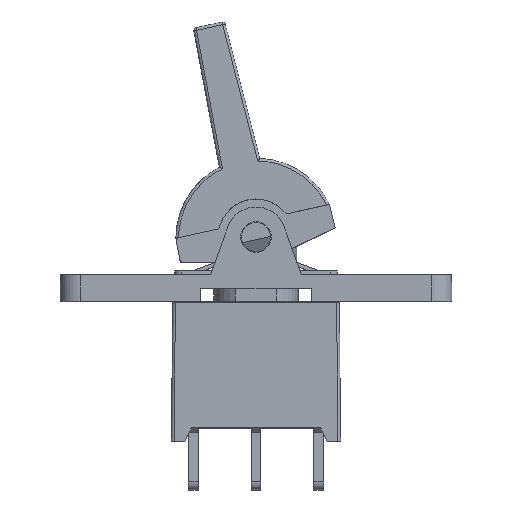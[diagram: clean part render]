
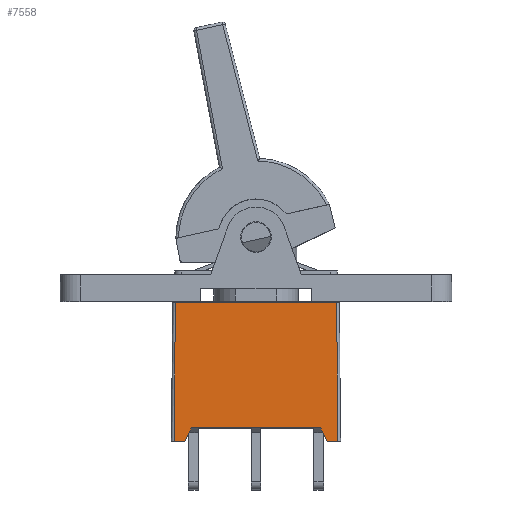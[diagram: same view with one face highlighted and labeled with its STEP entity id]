
A CAD part, top view. The second image highlights one B-rep face of the part: STEP entity #7558.
In plain terms, the highlighted planar face has unit normal (0, 0.014, 1).
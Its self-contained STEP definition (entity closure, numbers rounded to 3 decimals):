
#18 = VERTEX_POINT ( 'NONE', #1006 ) ;
#41 = CARTESIAN_POINT ( 'NONE',  ( -1.22, 7.89, 3.112 ) ) ;
#230 = DIRECTION ( 'NONE',  ( 0.447, 0.894, -0.013 ) ) ;
#294 = VECTOR ( 'NONE', #10113, 1000. ) ;
#524 = CARTESIAN_POINT ( 'NONE',  ( 6.049, 5.369, 3.148 ) ) ;
#701 = VERTEX_POINT ( 'NONE', #2235 ) ;
#767 = LINE ( 'NONE', #1862, #294 ) ;
#777 = EDGE_CURVE ( 'NONE', #10191, #701, #11731, .T. ) ;
#1006 = CARTESIAN_POINT ( 'NONE',  ( -4.85, -4.25, 3.286 ) ) ;
#1110 = VECTOR ( 'NONE', #3491, 1000. ) ;
#1146 = ORIENTED_EDGE ( 'NONE', *, *, #5008, .T. ) ;
#1249 = EDGE_LOOP ( 'NONE', ( #1146, #12547, #2397, #8454, #2548, #4013, #6067, #1497 ) ) ;
#1496 = CARTESIAN_POINT ( 'NONE',  ( -6.5, -4.25, 3.286 ) ) ;
#1497 = ORIENTED_EDGE ( 'NONE', *, *, #9791, .T. ) ;
#1840 = LINE ( 'NONE', #1496, #9760 ) ;
#1847 = CARTESIAN_POINT ( 'NONE',  ( -6.051, 5.151, 3.151 ) ) ;
#1862 = CARTESIAN_POINT ( 'NONE',  ( -6.35, -5.25, 3.3 ) ) ;
#1883 = DIRECTION ( 'NONE',  ( 0., 1., -0.014 ) ) ;
#1931 = CARTESIAN_POINT ( 'NONE',  ( -5.35, -5.25, 3.3 ) ) ;
#2235 = CARTESIAN_POINT ( 'NONE',  ( -6.15, -5.25, 3.3 ) ) ;
#2397 = ORIENTED_EDGE ( 'NONE', *, *, #6122, .T. ) ;
#2548 = ORIENTED_EDGE ( 'NONE', *, *, #8259, .T. ) ;
#2833 = EDGE_CURVE ( 'NONE', #11989, #7918, #12299, .T. ) ;
#3037 = VECTOR ( 'NONE', #5595, 1000. ) ;
#3252 = CARTESIAN_POINT ( 'NONE',  ( -6.05, 5.246, 3.15 ) ) ;
#3491 = DIRECTION ( 'NONE',  ( -1., 0., 0. ) ) ;
#3520 = DIRECTION ( 'NONE',  ( 1., 0., 0. ) ) ;
#3677 = VERTEX_POINT ( 'NONE', #12437 ) ;
#3880 = LINE ( 'NONE', #524, #12127 ) ;
#4013 = ORIENTED_EDGE ( 'NONE', *, *, #2833, .T. ) ;
#4930 = CARTESIAN_POINT ( 'NONE',  ( -6.5, 5.25, 3.15 ) ) ;
#5008 = EDGE_CURVE ( 'NONE', #3677, #10191, #12102, .T. ) ;
#5191 = AXIS2_PLACEMENT_3D ( 'NONE', #4930, #8052, #1883 ) ;
#5233 = DIRECTION ( 'NONE',  ( -0.01, -1., 0.014 ) ) ;
#5299 = FACE_OUTER_BOUND ( 'NONE', #1249, .T. ) ;
#5595 = DIRECTION ( 'NONE',  ( 1., 0., 0. ) ) ;
#5727 = CARTESIAN_POINT ( 'NONE',  ( -6.35, -5.25, 3.3 ) ) ;
#5784 = LINE ( 'NONE', #5727, #3037 ) ;
#5839 = VERTEX_POINT ( 'NONE', #12748 ) ;
#6067 = ORIENTED_EDGE ( 'NONE', *, *, #11502, .T. ) ;
#6122 = EDGE_CURVE ( 'NONE', #701, #11127, #767, .T. ) ;
#6417 = CARTESIAN_POINT ( 'NONE',  ( -1.38, 2.69, 3.187 ) ) ;
#7558 = ADVANCED_FACE ( 'NONE', ( #5299 ), #8005, .F. ) ;
#7734 = DIRECTION ( 'NONE',  ( -0.01, 1., -0.014 ) ) ;
#7918 = VERTEX_POINT ( 'NONE', #10136 ) ;
#8005 = PLANE ( 'NONE',  #5191 ) ;
#8052 = DIRECTION ( 'NONE',  ( 0., -0.014, -1. ) ) ;
#8259 = EDGE_CURVE ( 'NONE', #18, #11989, #1840, .T. ) ;
#8454 = ORIENTED_EDGE ( 'NONE', *, *, #9971, .T. ) ;
#8979 = VECTOR ( 'NONE', #5233, 1000. ) ;
#9213 = VECTOR ( 'NONE', #12430, 1000. ) ;
#9752 = CARTESIAN_POINT ( 'NONE',  ( -6.5, 5.151, 3.151 ) ) ;
#9760 = VECTOR ( 'NONE', #3520, 1000. ) ;
#9769 = CARTESIAN_POINT ( 'NONE',  ( 4.85, -4.25, 3.286 ) ) ;
#9791 = EDGE_CURVE ( 'NONE', #5839, #3677, #3880, .T. ) ;
#9971 = EDGE_CURVE ( 'NONE', #11127, #18, #12621, .T. ) ;
#10113 = DIRECTION ( 'NONE',  ( 1., 0., 0. ) ) ;
#10136 = CARTESIAN_POINT ( 'NONE',  ( 5.35, -5.25, 3.3 ) ) ;
#10191 = VERTEX_POINT ( 'NONE', #1847 ) ;
#10194 = VECTOR ( 'NONE', #230, 1000. ) ;
#11127 = VERTEX_POINT ( 'NONE', #1931 ) ;
#11502 = EDGE_CURVE ( 'NONE', #7918, #5839, #5784, .T. ) ;
#11731 = LINE ( 'NONE', #3252, #8979 ) ;
#11989 = VERTEX_POINT ( 'NONE', #9769 ) ;
#12102 = LINE ( 'NONE', #9752, #1110 ) ;
#12127 = VECTOR ( 'NONE', #7734, 1000. ) ;
#12299 = LINE ( 'NONE', #41, #9213 ) ;
#12430 = DIRECTION ( 'NONE',  ( 0.447, -0.894, 0.013 ) ) ;
#12437 = CARTESIAN_POINT ( 'NONE',  ( 6.051, 5.151, 3.151 ) ) ;
#12547 = ORIENTED_EDGE ( 'NONE', *, *, #777, .T. ) ;
#12621 = LINE ( 'NONE', #6417, #10194 ) ;
#12748 = CARTESIAN_POINT ( 'NONE',  ( 6.15, -5.25, 3.3 ) ) ;
